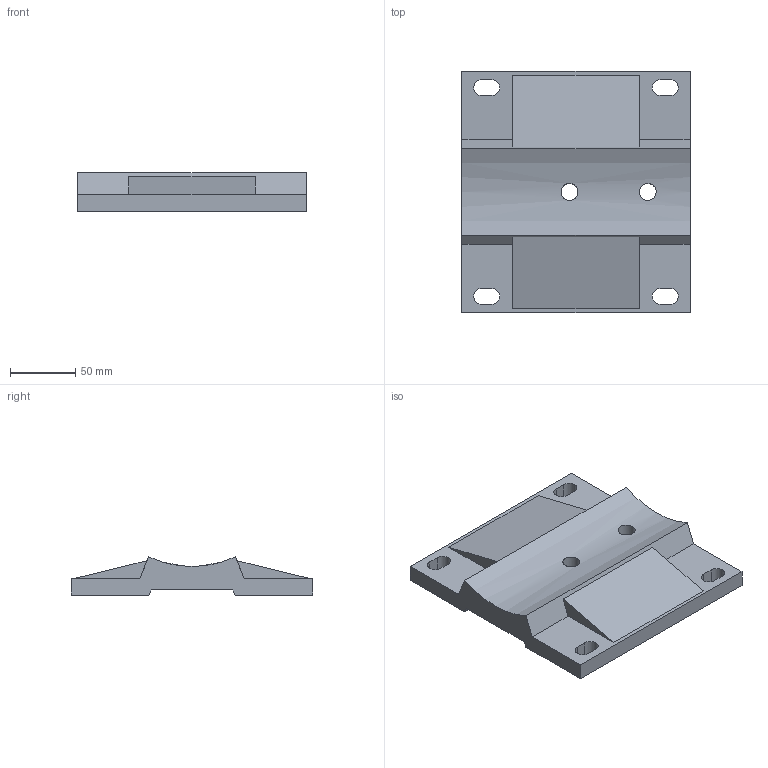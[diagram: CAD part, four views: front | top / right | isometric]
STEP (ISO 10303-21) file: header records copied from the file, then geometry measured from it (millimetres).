
FILE_DESCRIPTION(/* description */ ('Fuss für Motorgehäuse Ø156, Spitzenhöhe 100, PDC-080 -090 -100 - 24+180VDC'),/* implementation_level */ '2;1');
FILE_NAME(/* name */ 'K-10-11505.stp',/* time_stamp */ '2024-03-07T15:30:23+01:00',/* author */ ('Rolf Zieg'),/* organization */ (''),/* preprocessor_version */ 'ST-DEVELOPER v15.2',/* originating_system */ 'Autodesk Inventor 2014',/* authorisation */ '');
FILE_SCHEMA (('AUTOMOTIVE_DESIGN { 1 0 10303 214 3 1 1 }'));
Length unit declared in the file: millimetre
Products named in the file (1): K-10-11505
Bounding box: 175 x 185 x 29.4 mm (x, y, z)
Volume: 351922.8 mm3; surface area: 89009.5 mm2
Topology: 1 solids, 1 shells, 54 faces, 154 edges, 102 vertices
Faces by surface type: plane 41, cylinder 13
Full cylindrical faces by diameter (mm): 13 x2
Entity records: 1828 total; most frequent: CARTESIAN_POINT 371, ORIENTED_EDGE 300, DIRECTION 282, EDGE_CURVE 150, LINE 124, VECTOR 124, VERTEX_POINT 100, AXIS2_PLACEMENT_3D 79
